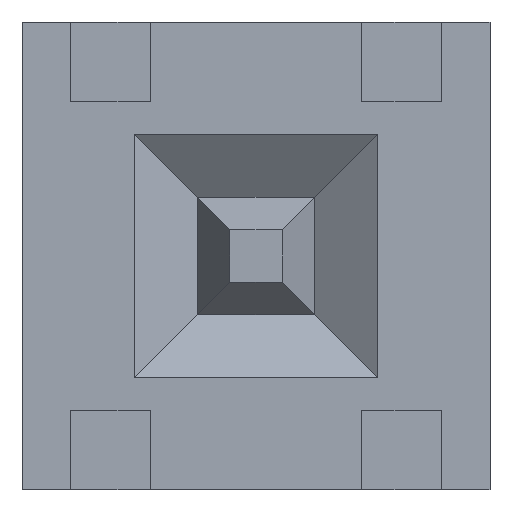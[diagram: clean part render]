
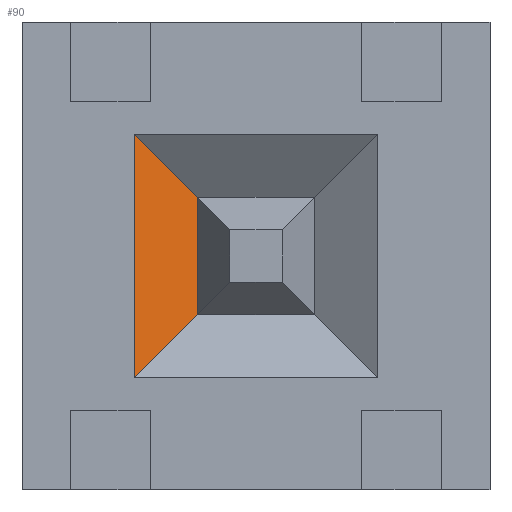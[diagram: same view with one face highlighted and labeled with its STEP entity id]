
A CAD part, front view. The second image highlights one B-rep face of the part: STEP entity #90.
In plain terms, the highlighted planar face has unit normal (0.581, -0.814, 0).
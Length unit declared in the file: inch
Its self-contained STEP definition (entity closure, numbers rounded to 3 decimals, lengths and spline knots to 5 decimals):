
#56 = VERTEX_POINT ( 'NONE', #713 ) ;
#63 = VERTEX_POINT ( 'NONE', #565 ) ;
#69 = VERTEX_POINT ( 'NONE', #680 ) ;
#70 = EDGE_CURVE ( 'NONE', #108, #69, #586, .T. ) ;
#72 = EDGE_CURVE ( 'NONE', #69, #56, #840, .T. ) ;
#77 = EDGE_LOOP ( 'NONE', ( #100, #92, #93, #99 ) ) ;
#79 = EDGE_CURVE ( 'NONE', #108, #63, #866, .T. ) ;
#90 = ADVANCED_FACE ( 'NONE', ( #876 ), #759, .F. ) ;
#92 = ORIENTED_EDGE ( 'NONE', *, *, #72, .T. ) ;
#93 = ORIENTED_EDGE ( 'NONE', *, *, #104, .T. ) ;
#99 = ORIENTED_EDGE ( 'NONE', *, *, #79, .F. ) ;
#100 = ORIENTED_EDGE ( 'NONE', *, *, #70, .T. ) ;
#104 = EDGE_CURVE ( 'NONE', #56, #63, #739, .T. ) ;
#108 = VERTEX_POINT ( 'NONE', #785 ) ;
#565 = CARTESIAN_POINT ( 'NONE',  ( 0.024, 0.02, 0.026 ) ) ;
#583 = DIRECTION ( 'NONE',  ( 0.631, 0.451, 0.631 ) ) ;
#584 = VECTOR ( 'NONE', #583, 39.37008 ) ;
#585 = CARTESIAN_POINT ( 'NONE',  ( 0.05428, 0.04163, 0.00428 ) ) ;
#586 = LINE ( 'NONE', #585, #584 ) ;
#680 = CARTESIAN_POINT ( 'NONE',  ( 0.0375, 0.02964, -0.0125 ) ) ;
#713 = CARTESIAN_POINT ( 'NONE',  ( 0.0375, 0.02964, 0.0125 ) ) ;
#739 = LINE ( 'NONE', #784, #783 ) ;
#759 = PLANE ( 'NONE',  #852 ) ;
#782 = DIRECTION ( 'NONE',  ( -0.631, -0.451, 0.631 ) ) ;
#783 = VECTOR ( 'NONE', #782, 39.37008 ) ;
#784 = CARTESIAN_POINT ( 'NONE',  ( 0.01444, 0.01317, 0.03556 ) ) ;
#785 = CARTESIAN_POINT ( 'NONE',  ( 0.024, 0.02, -0.026 ) ) ;
#787 = DIRECTION ( 'NONE',  ( -0.814, -0.581, 0. ) ) ;
#788 = DIRECTION ( 'NONE',  ( -0.581, 0.814, 0. ) ) ;
#789 = CARTESIAN_POINT ( 'NONE',  ( 0.024, 0.02, 0.05 ) ) ;
#837 = DIRECTION ( 'NONE',  ( 0., 0., 1. ) ) ;
#838 = VECTOR ( 'NONE', #837, 39.37008 ) ;
#839 = CARTESIAN_POINT ( 'NONE',  ( 0.0375, 0.02964, 0.05 ) ) ;
#840 = LINE ( 'NONE', #839, #838 ) ;
#852 = AXIS2_PLACEMENT_3D ( 'NONE', #789, #788, #787 ) ;
#859 = DIRECTION ( 'NONE',  ( 0., 0., 1. ) ) ;
#860 = VECTOR ( 'NONE', #859, 39.37008 ) ;
#861 = CARTESIAN_POINT ( 'NONE',  ( 0.024, 0.02, 0.05 ) ) ;
#866 = LINE ( 'NONE', #861, #860 ) ;
#876 = FACE_OUTER_BOUND ( 'NONE', #77, .T. ) ;
